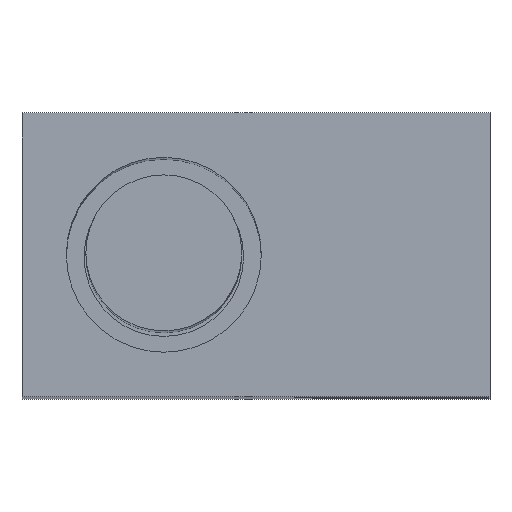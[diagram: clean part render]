
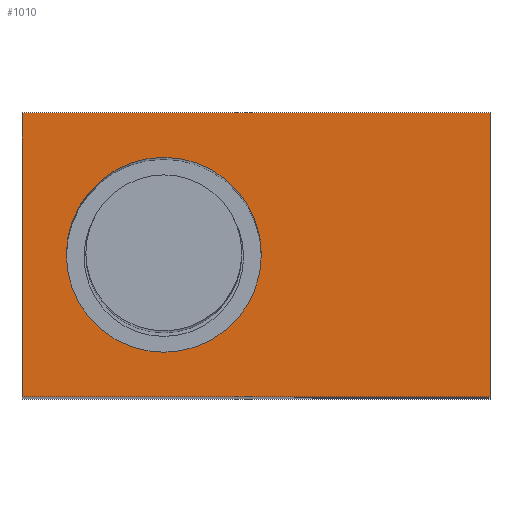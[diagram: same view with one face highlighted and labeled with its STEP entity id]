
A CAD part, top view. The second image highlights one B-rep face of the part: STEP entity #1010.
In plain terms, the highlighted planar face has unit normal (0, 0, 1).
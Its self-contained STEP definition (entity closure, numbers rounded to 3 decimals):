
#16 = DIRECTION ( 'NONE',  ( 1., 0., 0. ) ) ;
#45 = VECTOR ( 'NONE', #64, 1000. ) ;
#46 = VERTEX_POINT ( 'NONE', #305 ) ;
#64 = DIRECTION ( 'NONE',  ( -1., 0., 0. ) ) ;
#109 = CARTESIAN_POINT ( 'NONE',  ( 13.2, 0., 0. ) ) ;
#118 = CARTESIAN_POINT ( 'NONE',  ( 4., 4., 0. ) ) ;
#145 = DIRECTION ( 'NONE',  ( 0., 0., -1. ) ) ;
#208 = ORIENTED_EDGE ( 'NONE', *, *, #1223, .F. ) ;
#217 = DIRECTION ( 'NONE',  ( 0., -1., 0. ) ) ;
#227 = VECTOR ( 'NONE', #945, 1000. ) ;
#228 = EDGE_LOOP ( 'NONE', ( #1461, #208, #957, #869 ) ) ;
#249 = CARTESIAN_POINT ( 'NONE',  ( 4., 4., 0. ) ) ;
#286 = EDGE_CURVE ( 'NONE', #1179, #1238, #1402, .T. ) ;
#295 = VECTOR ( 'NONE', #731, 1000. ) ;
#305 = CARTESIAN_POINT ( 'NONE',  ( 13.2, 8., 0. ) ) ;
#315 = VERTEX_POINT ( 'NONE', #1611 ) ;
#325 = VERTEX_POINT ( 'NONE', #109 ) ;
#348 = EDGE_CURVE ( 'NONE', #811, #315, #671, .T. ) ;
#386 = PLANE ( 'NONE',  #828 ) ;
#488 = EDGE_CURVE ( 'NONE', #46, #1179, #1249, .T. ) ;
#511 = DIRECTION ( 'NONE',  ( 0., 0., -1. ) ) ;
#535 = CARTESIAN_POINT ( 'NONE',  ( 13.2, 8., 0. ) ) ;
#544 = FACE_BOUND ( 'NONE', #1185, .T. ) ;
#590 = CIRCLE ( 'NONE', #956, 2.75 ) ;
#611 = CARTESIAN_POINT ( 'NONE',  ( 0., 0., 0. ) ) ;
#642 = DIRECTION ( 'NONE',  ( 0., 0., 1. ) ) ;
#671 = CIRCLE ( 'NONE', #1575, 2.75 ) ;
#722 = ORIENTED_EDGE ( 'NONE', *, *, #1315, .T. ) ;
#731 = DIRECTION ( 'NONE',  ( 0., -1., 0. ) ) ;
#785 = DIRECTION ( 'NONE',  ( -1., 0., 0. ) ) ;
#788 = FACE_OUTER_BOUND ( 'NONE', #228, .T. ) ;
#811 = VERTEX_POINT ( 'NONE', #1254 ) ;
#828 = AXIS2_PLACEMENT_3D ( 'NONE', #535, #642, #16 ) ;
#869 = ORIENTED_EDGE ( 'NONE', *, *, #286, .T. ) ;
#878 = CARTESIAN_POINT ( 'NONE',  ( 13.2, 8., 0. ) ) ;
#902 = VECTOR ( 'NONE', #217, 1000. ) ;
#905 = DIRECTION ( 'NONE',  ( -1., 0., 0. ) ) ;
#945 = DIRECTION ( 'NONE',  ( -1., 0., 0. ) ) ;
#956 = AXIS2_PLACEMENT_3D ( 'NONE', #249, #145, #785 ) ;
#957 = ORIENTED_EDGE ( 'NONE', *, *, #488, .T. ) ;
#1010 = ADVANCED_FACE ( 'NONE', ( #788, #544 ), #386, .T. ) ;
#1029 = ORIENTED_EDGE ( 'NONE', *, *, #348, .T. ) ;
#1179 = VERTEX_POINT ( 'NONE', #1388 ) ;
#1185 = EDGE_LOOP ( 'NONE', ( #722, #1029 ) ) ;
#1223 = EDGE_CURVE ( 'NONE', #46, #325, #1429, .T. ) ;
#1238 = VERTEX_POINT ( 'NONE', #611 ) ;
#1249 = LINE ( 'NONE', #1362, #45 ) ;
#1254 = CARTESIAN_POINT ( 'NONE',  ( 1.25, 4., 0. ) ) ;
#1315 = EDGE_CURVE ( 'NONE', #315, #811, #590, .T. ) ;
#1332 = CARTESIAN_POINT ( 'NONE',  ( 13.2, 0., 0. ) ) ;
#1362 = CARTESIAN_POINT ( 'NONE',  ( 13.2, 8., 0. ) ) ;
#1388 = CARTESIAN_POINT ( 'NONE',  ( 0., 8., 0. ) ) ;
#1394 = CARTESIAN_POINT ( 'NONE',  ( 0., 8., 0. ) ) ;
#1402 = LINE ( 'NONE', #1394, #295 ) ;
#1429 = LINE ( 'NONE', #878, #902 ) ;
#1461 = ORIENTED_EDGE ( 'NONE', *, *, #1600, .F. ) ;
#1575 = AXIS2_PLACEMENT_3D ( 'NONE', #118, #511, #905 ) ;
#1600 = EDGE_CURVE ( 'NONE', #325, #1238, #1730, .T. ) ;
#1611 = CARTESIAN_POINT ( 'NONE',  ( 6.75, 4., 0. ) ) ;
#1730 = LINE ( 'NONE', #1332, #227 ) ;
